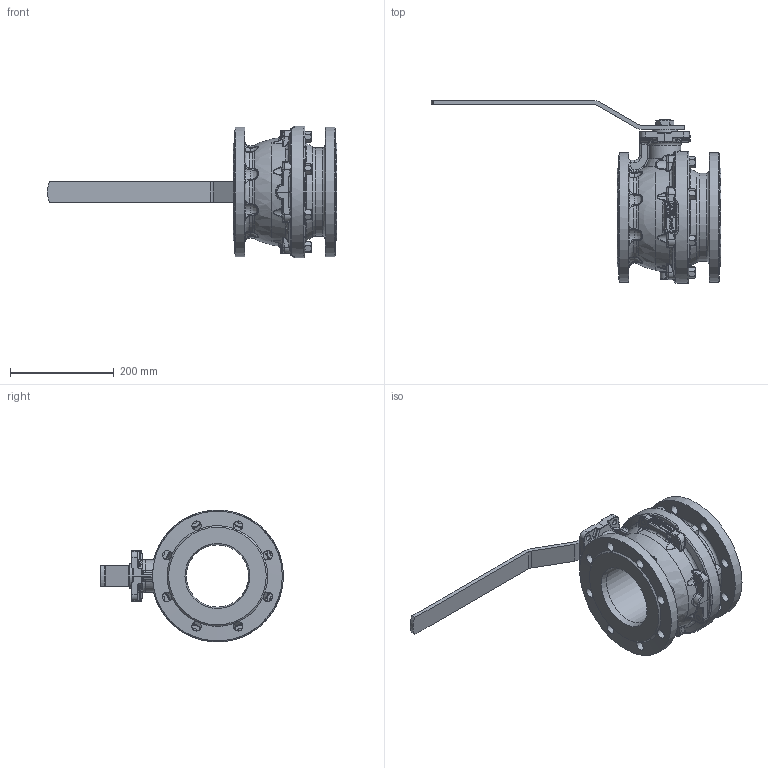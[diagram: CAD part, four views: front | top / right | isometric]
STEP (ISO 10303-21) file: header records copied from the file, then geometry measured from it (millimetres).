
FILE_DESCRIPTION( ( 'Unknown' ), '1' );
FILE_NAME( '4.170.125.stp', 'Unknown', ( 'Unknown' ), ( 'Unknown' ), 'PSStep 13.0', 'Unknown', ' ' );
FILE_SCHEMA( ( 'AUTOMOTIVE_DESIGN { 1 0 10303 214 1 1 1 1 }' ) );
Length unit declared in the file: millimetre
Products named in the file (2): Assem1; B2.DN125
Bounding box: 558.5 x 351.93 x 254 mm (x, y, z)
Volume: 10674794.5 mm3; surface area: 996616.4 mm2
Topology: 2 solids, 6 shells, 3072 faces, 7820 edges, 4730 vertices
Faces by surface type: bspline 1064, plane 872, cylinder 572, cone 372, torus 146, sphere 46
Full cylindrical faces by diameter (mm): 10.22 x16, 11 x8, 12 x32, 13 x16, 17.2 x2, 17.5 x2, 18 x32, 20 x2, 30.5 x2, 31 x2, 32 x2, 48.2 x2, 120 x2, 170 x2, 200.4 x2, 250 x4, 254 x2
Entity records: 89116 total; most frequent: CARTESIAN_POINT 45098, ORIENTED_EDGE 7382, DIRECTION 5320, EDGE_CURVE 3691, VERTEX_POINT 2304, AXIS2_PLACEMENT_3D 2110, EDGE_LOOP 1751, FACE_OUTER_BOUND 1605
